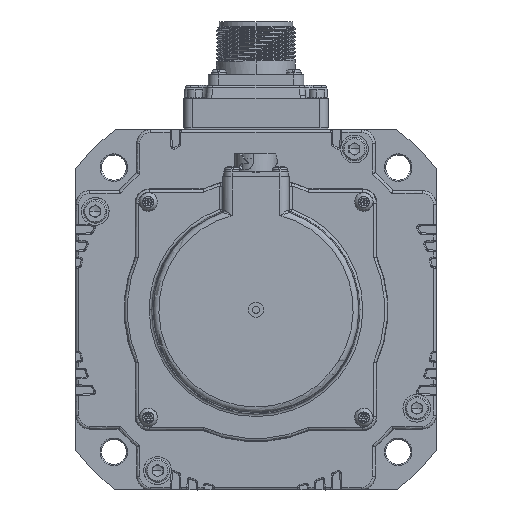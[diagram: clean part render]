
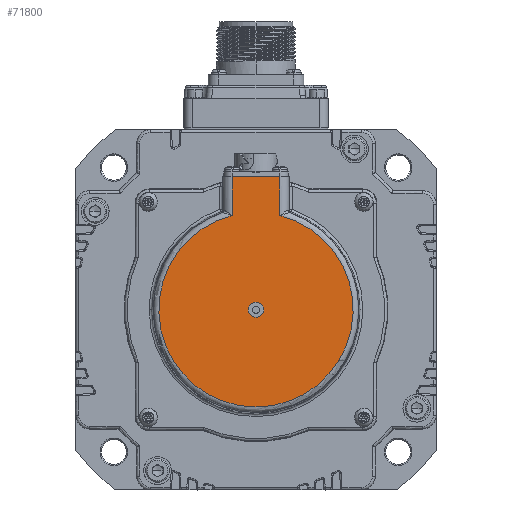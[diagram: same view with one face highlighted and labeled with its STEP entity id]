
A CAD part, front view. The second image highlights one B-rep face of the part: STEP entity #71800.
In plain terms, the highlighted planar face has unit normal (0, -1, 0).
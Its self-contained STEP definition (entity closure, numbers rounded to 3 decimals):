
#70370=CARTESIAN_POINT('',(-8.617,-47.4,-17.));
#70371=VERTEX_POINT('',#70370);
#70379=CARTESIAN_POINT('',(8.617,-47.4,-17.));
#70380=VERTEX_POINT('',#70379);
#70381=CARTESIAN_POINT('',(-8.617,-47.4,-17.));
#70382=DIRECTION('',(1.,0.,0.));
#70383=VECTOR('',#70382,17.234);
#70384=LINE('',#70381,#70383);
#70385=EDGE_CURVE('',#70371,#70380,#70384,.T.);
#71731=CARTESIAN_POINT('',(-8.617,-47.4,-31.02));
#71732=VERTEX_POINT('',#71731);
#71754=CARTESIAN_POINT('',(-8.617,-47.4,-31.02));
#71755=DIRECTION('',(0.,0.,1.));
#71756=VECTOR('',#71755,14.02);
#71757=LINE('',#71754,#71756);
#71758=EDGE_CURVE('',#71732,#70371,#71757,.T.);
#71765=CARTESIAN_POINT('',(0.,-47.4,-58.528));
#71766=DIRECTION('',(0.,0.,-1.));
#71767=DIRECTION('',(0.,-1.,0.));
#71768=AXIS2_PLACEMENT_3D('',#71765,#71767,#71766);
#71769=PLANE('',#71768);
#71770=CARTESIAN_POINT('',(8.617,-47.4,-31.02));
#71771=VERTEX_POINT('',#71770);
#71772=CARTESIAN_POINT('',(0.,-47.4,-65.));
#71773=DIRECTION('',(-0.246,0.,0.969));
#71774=DIRECTION('',(0.,-1.,0.));
#71775=AXIS2_PLACEMENT_3D('',#71772,#71774,#71773);
#71776=CIRCLE('',#71775,35.056);
#71777=EDGE_CURVE('',#71732,#71771,#71776,.T.);
#71778=ORIENTED_EDGE('',*,*,#71777,.T.);
#71779=CARTESIAN_POINT('',(8.617,-47.4,-31.02));
#71780=DIRECTION('',(0.,0.,1.));
#71781=VECTOR('',#71780,14.02);
#71782=LINE('',#71779,#71781);
#71783=EDGE_CURVE('',#71771,#70380,#71782,.T.);
#71784=ORIENTED_EDGE('',*,*,#71783,.T.);
#71785=ORIENTED_EDGE('',*,*,#70385,.F.);
#71786=ORIENTED_EDGE('',*,*,#71758,.F.);
#71787=EDGE_LOOP('',(#71778,#71784,#71785,#71786));
#71788=FACE_OUTER_BOUND('',#71787,.T.);
#71789=CARTESIAN_POINT('',(0.,-47.4,-67.75));
#71790=VERTEX_POINT('',#71789);
#71791=CARTESIAN_POINT('',(0.,-47.4,-65.));
#71792=DIRECTION('',(0.,0.,-1.));
#71793=DIRECTION('',(0.,1.,0.));
#71794=AXIS2_PLACEMENT_3D('',#71791,#71793,#71792);
#71795=CIRCLE('',#71794,2.75);
#71796=EDGE_CURVE('',#71790,#71790,#71795,.T.);
#71797=ORIENTED_EDGE('',*,*,#71796,.T.);
#71798=EDGE_LOOP('',(#71797));
#71799=FACE_BOUND('',#71798,.T.);
#71800=ADVANCED_FACE('',(#71788,#71799),#71769,.T.);
